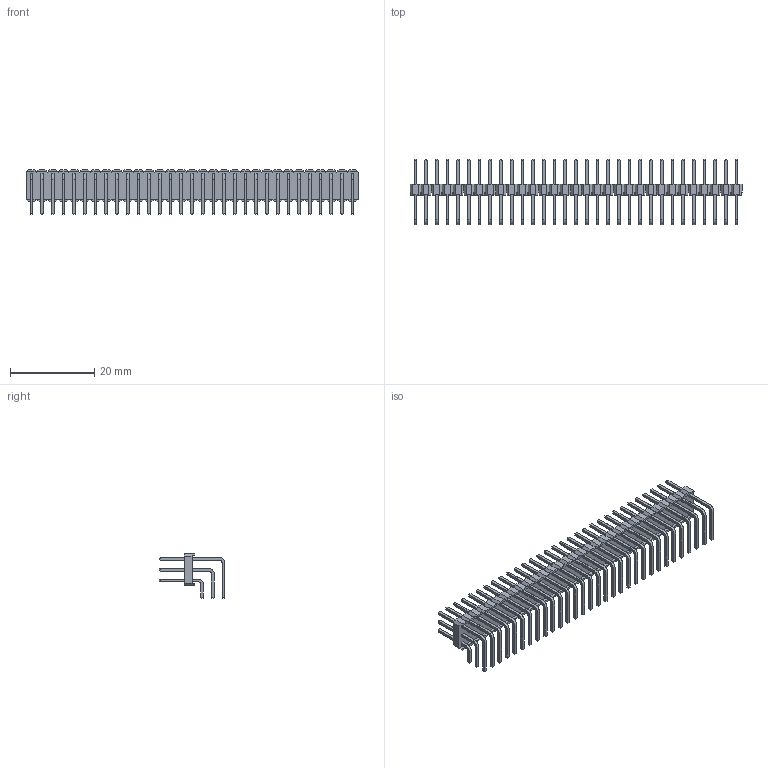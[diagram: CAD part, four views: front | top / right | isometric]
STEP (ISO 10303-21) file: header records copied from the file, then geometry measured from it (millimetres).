
FILE_DESCRIPTION(('STEP AP214'), '1');
FILE_NAME('PLT-R1', '', ('UNSPECIFIED'), ('UNSPECIFIED'), 'ASCON STEP Converter 1.6', 'ASCON Math Kernel', '');
FILE_SCHEMA(('AUTOMOTIVE_DESIGN { 1 0 10303 214 3 1 1}'));
Length unit declared in the file: millimetre
Bounding box: 78.74 x 15.58 x 10.62 mm (x, y, z)
Volume: 1722.3 mm3; surface area: 5808.6 mm2
Topology: 1 solids, 1 shells, 2518 faces, 6156 edges, 3856 vertices
Faces by surface type: plane 2332, cylinder 186
Entity records: 91944 total; most frequent: CARTESIAN_POINT 12531, ORIENTED_EDGE 12312, DIRECTION 11566, EDGE_CURVE 6156, LINE 5784, VECTOR 5784, VERTEX_POINT 3856, AXIS2_PLACEMENT_3D 2891
